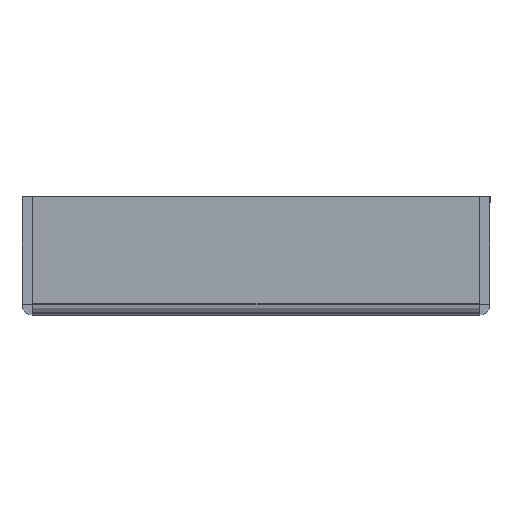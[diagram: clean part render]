
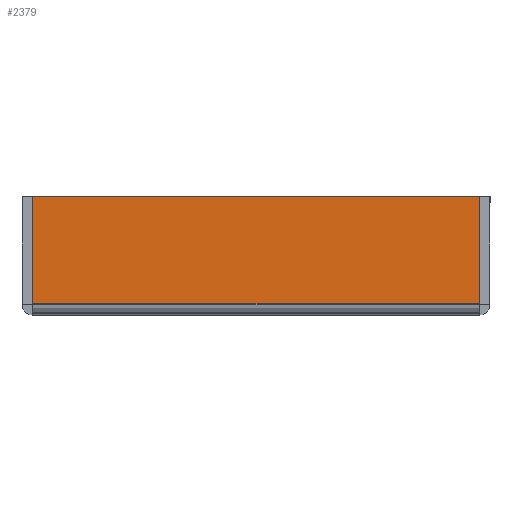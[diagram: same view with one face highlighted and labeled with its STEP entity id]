
A CAD part, left-side view. The second image highlights one B-rep face of the part: STEP entity #2379.
In plain terms, the highlighted planar face has unit normal (-1, 0, 0).
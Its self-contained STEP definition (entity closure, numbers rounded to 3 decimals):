
#59 = FACE_OUTER_BOUND ( 'NONE', #485, .T. ) ;
#109 = ORIENTED_EDGE ( 'NONE', *, *, #817, .T. ) ;
#111 = ORIENTED_EDGE ( 'NONE', *, *, #1893, .T. ) ;
#485 = EDGE_LOOP ( 'NONE', ( #687, #599, #109, #111 ) ) ;
#599 = ORIENTED_EDGE ( 'NONE', *, *, #1985, .T. ) ;
#687 = ORIENTED_EDGE ( 'NONE', *, *, #813, .F. ) ;
#813 = EDGE_CURVE ( 'NONE', #1306, #1328, #1620, .T. ) ;
#817 = EDGE_CURVE ( 'NONE', #1367, #1370, #1746, .T. ) ;
#891 = DIRECTION ( 'NONE',  ( 0., 0., -1. ) ) ;
#892 = CARTESIAN_POINT ( 'NONE',  ( -848.5, 30.99, 1.5 ) ) ;
#1077 = CARTESIAN_POINT ( 'NONE',  ( -848.5, 30.99, 16.5 ) ) ;
#1078 = CARTESIAN_POINT ( 'NONE',  ( -848.5, -30.99, 16.5 ) ) ;
#1091 = CARTESIAN_POINT ( 'NONE',  ( -848.5, 30.99, 1.6 ) ) ;
#1100 = CARTESIAN_POINT ( 'NONE',  ( -848.5, -30.99, 1.6 ) ) ;
#1268 = DIRECTION ( 'NONE',  ( 0., 1., 0. ) ) ;
#1269 = CARTESIAN_POINT ( 'NONE',  ( -848.5, 30.99, 16.5 ) ) ;
#1280 = DIRECTION ( 'NONE',  ( 0., 1., 0. ) ) ;
#1290 = CARTESIAN_POINT ( 'NONE',  ( -848.5, -30.99, 1.6 ) ) ;
#1306 = VERTEX_POINT ( 'NONE', #1100 ) ;
#1328 = VERTEX_POINT ( 'NONE', #1091 ) ;
#1367 = VERTEX_POINT ( 'NONE', #1078 ) ;
#1370 = VERTEX_POINT ( 'NONE', #1077 ) ;
#1493 = VECTOR ( 'NONE', #1280, 1000. ) ;
#1571 = VECTOR ( 'NONE', #1268, 1000. ) ;
#1606 = VECTOR ( 'NONE', #891, 1000. ) ;
#1620 = LINE ( 'NONE', #1290, #1493 ) ;
#1639 = LINE ( 'NONE', #892, #1606 ) ;
#1654 = VECTOR ( 'NONE', #2306, 1000. ) ;
#1710 = LINE ( 'NONE', #1998, #1654 ) ;
#1746 = LINE ( 'NONE', #1269, #1571 ) ;
#1893 = EDGE_CURVE ( 'NONE', #1370, #1328, #1639, .T. ) ;
#1953 = AXIS2_PLACEMENT_3D ( 'NONE', #2334, #2050, #2049 ) ;
#1985 = EDGE_CURVE ( 'NONE', #1306, #1367, #1710, .T. ) ;
#1998 = CARTESIAN_POINT ( 'NONE',  ( -848.5, -30.99, 16.5 ) ) ;
#2049 = DIRECTION ( 'NONE',  ( 0., 0., -1. ) ) ;
#2050 = DIRECTION ( 'NONE',  ( 1., 0., 0. ) ) ;
#2306 = DIRECTION ( 'NONE',  ( 0., 0., 1. ) ) ;
#2331 = PLANE ( 'NONE',  #1953 ) ;
#2334 = CARTESIAN_POINT ( 'NONE',  ( -848.5, -30.99, 1.5 ) ) ;
#2379 = ADVANCED_FACE ( 'NONE', ( #59 ), #2331, .F. ) ;
